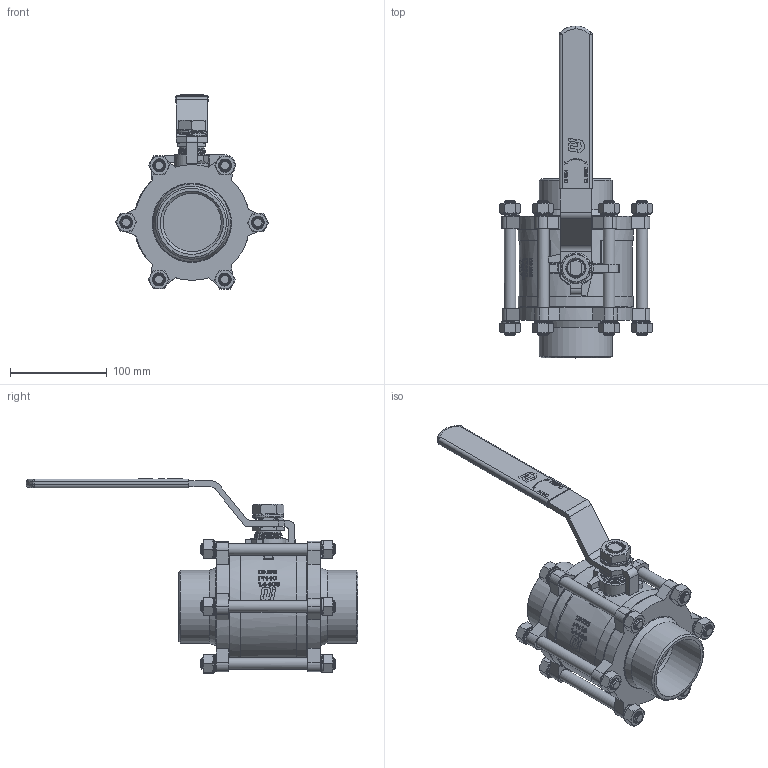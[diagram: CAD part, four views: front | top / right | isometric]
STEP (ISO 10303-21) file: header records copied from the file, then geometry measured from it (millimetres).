
FILE_DESCRIPTION(('HOOPS Exchange Step'),'2;1');
FILE_NAME('GK0401_DN65.stp','2025-10-31T14:45:40+01:00',('nieru'),('Unknown organisation'),'HOOPS Exchange 2024.2','HOOPS Exchange','Unknown authorisation');
FILE_SCHEMA( ('AP203_CONFIGURATION_CONTROLLED_3D_DESIGN_OF_MECHANICAL_PARTS_AND_ASSEMBLIES_MIM_LF') );
Length unit declared in the file: millimetre
Products named in the file (2): 0; root
Assembly tree (1 placements, depth 2):
  root
    0
Bounding box: 158.51 x 342.4 x 200.41 mm (x, y, z)
Volume: 1410346.4 mm3; surface area: 260111.9 mm2
Topology: 11 solids, 12 shells, 2208 faces, 7127 edges, 4782 vertices
Faces by surface type: plane 954, cylinder 536, bspline 410, cone 270, torus 21, sphere 17
Full cylindrical faces by diameter (mm): 11.9 x60, 13 x12, 13.8 x1, 20 x1, 20.5 x1, 27 x1, 27.2 x6, 30.2 x1, 60.002 x2, 65.183 x2, 75.264 x2, 116.55 x1, 118.83 x1, 118.866 x1, 119.174 x2
Entity records: 201177 total; most frequent: CARTESIAN_POINT 148433, ORIENTED_EDGE 14238, EDGE_CURVE 7119, DIRECTION 6825, VERTEX_POINT 4782, B_SPLINE_CURVE_WITH_KNOTS 3838, AXIS2_PLACEMENT_3D 2490, EDGE_LOOP 2317
